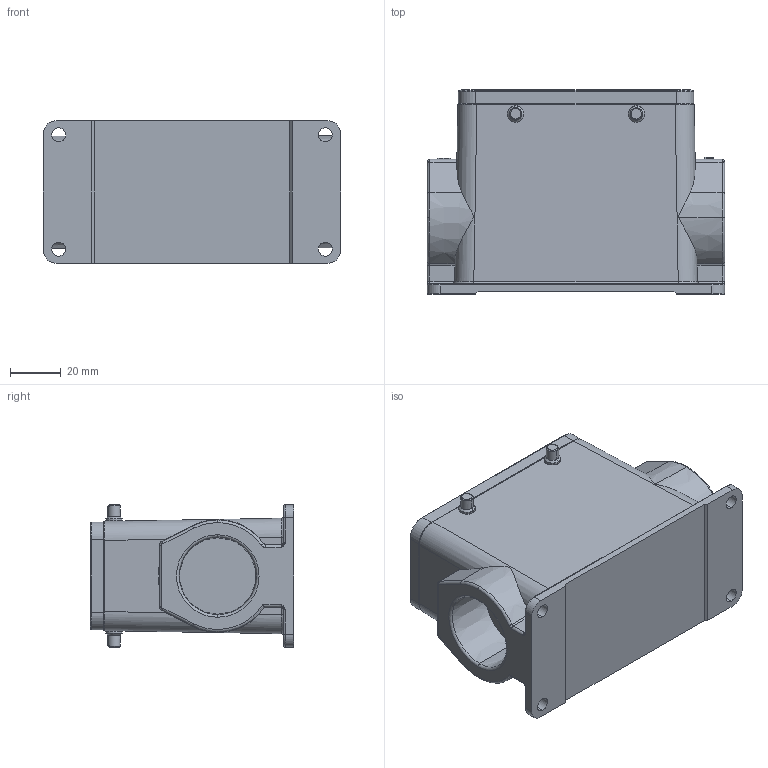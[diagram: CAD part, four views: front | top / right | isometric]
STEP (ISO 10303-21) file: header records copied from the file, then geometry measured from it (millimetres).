
FILE_DESCRIPTION(/* description */ (''),/* implementation_level */ '2;1');
FILE_NAME(/* name */ '3D_1240162305011_HV16B-SFH-4B-PG21_V1.1.STP',/* time_stamp */ '2024-01-02T12:56:41+08:00',/* author */ (''),/* organization */ (''),/* preprocessor_version */ 'ST-DEVELOPER v18.1',/* originating_system */ 'SIEMENS PLM Software NX 1980',/* authorisation */ '');
FILE_SCHEMA (('AUTOMOTIVE_DESIGN { 1 0 10303 214 3 1 1 1 }'));
Length unit declared in the file: millimetre
Products named in the file (1): 145924985FBBm0qv
Bounding box: 117 x 80.28 x 56.02 mm (x, y, z)
Volume: 153792.9 mm3; surface area: 58336.8 mm2
Topology: 5 solids, 10 shells, 437 faces, 1035 edges, 644 vertices
Faces by surface type: cylinder 168, plane 157, torus 50, cone 37, bspline 23, sphere 1, extrusion 1
Full cylindrical faces by diameter (mm): 24 x1, 29.6 x1
Entity records: 14522 total; most frequent: CARTESIAN_POINT 4820, ORIENTED_EDGE 2064, DIRECTION 1917, EDGE_CURVE 1032, AXIS2_PLACEMENT_3D 747, VERTEX_POINT 644, EDGE_LOOP 480, ADVANCED_FACE 437
